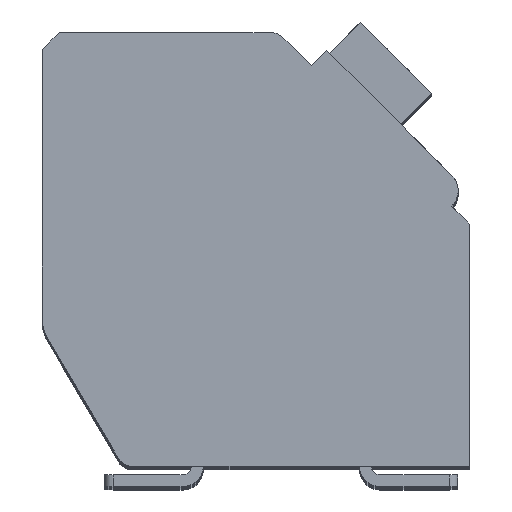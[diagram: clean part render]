
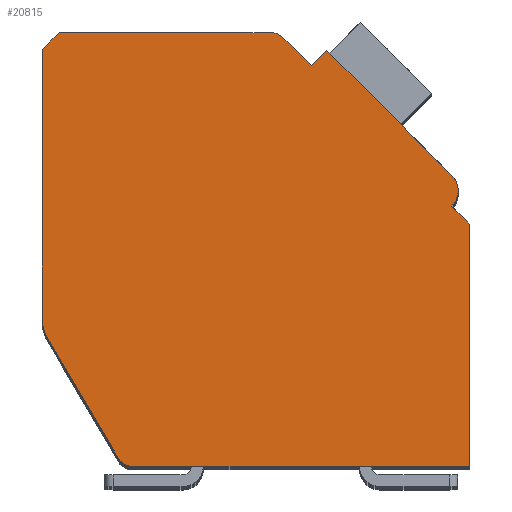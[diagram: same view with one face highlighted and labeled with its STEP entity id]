
A CAD part, top view. The second image highlights one B-rep face of the part: STEP entity #20815.
In plain terms, the highlighted planar face has unit normal (0, 0, 1).
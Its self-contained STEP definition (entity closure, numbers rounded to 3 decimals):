
#433=DIRECTION('',(0.,-1.,0.));
#434=VECTOR('',#433,8.053);
#435=CARTESIAN_POINT('',(-12.7,12.4,2.1));
#436=LINE('',#435,#434);
#437=DIRECTION('',(-0.707,-0.707,0.));
#438=VECTOR('',#437,0.707);
#439=CARTESIAN_POINT('',(-12.2,12.9,2.1));
#440=LINE('',#439,#438);
#441=DIRECTION('',(-1.,0.,0.));
#442=VECTOR('',#441,6.298);
#443=CARTESIAN_POINT('',(-5.902,12.9,2.1));
#444=LINE('',#443,#442);
#445=CARTESIAN_POINT('',(-5.902,12.4,2.1));
#446=DIRECTION('',(0.,0.,1.));
#447=DIRECTION('',(0.707,0.707,0.));
#448=AXIS2_PLACEMENT_3D('',#445,#446,#447);
#450=DIRECTION('',(-0.707,0.707,0.));
#451=VECTOR('',#450,1.197);
#452=CARTESIAN_POINT('',(-4.702,11.907,2.1));
#453=LINE('',#452,#451);
#454=DIRECTION('',(-0.707,-0.707,0.));
#455=VECTOR('',#454,0.65);
#456=CARTESIAN_POINT('',(-4.243,12.367,2.1));
#457=LINE('',#456,#455);
#458=DIRECTION('',(-0.707,0.707,0.));
#459=VECTOR('',#458,5.25);
#460=CARTESIAN_POINT('',(-0.53,8.655,2.1));
#461=LINE('',#460,#459);
#462=CARTESIAN_POINT('',(-0.99,8.195,2.1));
#463=DIRECTION('',(0.,0.,1.));
#464=DIRECTION('',(0.707,-0.707,0.));
#465=AXIS2_PLACEMENT_3D('',#462,#463,#464);
#467=DIRECTION('',(-0.707,0.707,0.));
#468=VECTOR('',#467,0.75);
#469=CARTESIAN_POINT('',(0.,7.205,2.1));
#470=LINE('',#469,#468);
#471=DIRECTION('',(0.,1.,0.));
#472=VECTOR('',#471,7.205);
#473=CARTESIAN_POINT('',(0.,0.,2.1));
#474=LINE('',#473,#472);
#475=DIRECTION('',(1.,0.,0.));
#476=VECTOR('',#475,10.014);
#477=CARTESIAN_POINT('',(-10.014,0.,2.1));
#478=LINE('',#477,#476);
#479=CARTESIAN_POINT('',(-10.014,0.5,2.1));
#480=DIRECTION('',(0.,0.,1.));
#481=DIRECTION('',(-0.862,-0.508,0.));
#482=AXIS2_PLACEMENT_3D('',#479,#480,#481);
#484=DIRECTION('',(0.508,-0.862,0.));
#485=VECTOR('',#484,4.17);
#486=CARTESIAN_POINT('',(-12.562,3.839,2.1));
#487=LINE('',#486,#485);
#488=CARTESIAN_POINT('',(-11.7,4.347,2.1));
#489=DIRECTION('',(0.,0.,1.));
#490=DIRECTION('',(-1.,0.,0.));
#491=AXIS2_PLACEMENT_3D('',#488,#489,#490);
#15657=CARTESIAN_POINT('',(-12.7,12.4,2.1));
#15658=CARTESIAN_POINT('',(-12.7,4.347,2.1));
#15659=VERTEX_POINT('',#15657);
#15660=VERTEX_POINT('',#15658);
#15661=CARTESIAN_POINT('',(-12.562,3.839,2.1));
#15662=VERTEX_POINT('',#15661);
#15663=CARTESIAN_POINT('',(-10.445,0.246,2.1));
#15664=VERTEX_POINT('',#15663);
#15665=CARTESIAN_POINT('',(-10.014,0.,2.1));
#15666=VERTEX_POINT('',#15665);
#15667=CARTESIAN_POINT('',(0.,0.,2.1));
#15668=VERTEX_POINT('',#15667);
#15669=CARTESIAN_POINT('',(0.,7.205,2.1));
#15670=VERTEX_POINT('',#15669);
#15671=CARTESIAN_POINT('',(-0.53,7.735,2.1));
#15672=VERTEX_POINT('',#15671);
#15673=CARTESIAN_POINT('',(-0.53,8.655,2.1));
#15674=VERTEX_POINT('',#15673);
#15675=CARTESIAN_POINT('',(-4.243,12.367,2.1));
#15676=VERTEX_POINT('',#15675);
#15677=CARTESIAN_POINT('',(-4.702,11.907,2.1));
#15678=VERTEX_POINT('',#15677);
#15679=CARTESIAN_POINT('',(-5.548,12.754,2.1));
#15680=VERTEX_POINT('',#15679);
#15681=CARTESIAN_POINT('',(-5.902,12.9,2.1));
#15682=VERTEX_POINT('',#15681);
#15683=CARTESIAN_POINT('',(-12.2,12.9,2.1));
#15684=VERTEX_POINT('',#15683);
#20782=CARTESIAN_POINT('',(0.,0.,2.1));
#20783=DIRECTION('',(0.,0.,1.));
#20784=DIRECTION('',(1.,0.,0.));
#20785=AXIS2_PLACEMENT_3D('',#20782,#20783,#20784);
#20786=PLANE('',#20785);
#20787=ORIENTED_EDGE('',*,*,#20377,.F.);
#20789=ORIENTED_EDGE('',*,*,#20788,.F.);
#20791=ORIENTED_EDGE('',*,*,#20790,.F.);
#20793=ORIENTED_EDGE('',*,*,#20792,.F.);
#20795=ORIENTED_EDGE('',*,*,#20794,.F.);
#20797=ORIENTED_EDGE('',*,*,#20796,.F.);
#20799=ORIENTED_EDGE('',*,*,#20798,.F.);
#20801=ORIENTED_EDGE('',*,*,#20800,.F.);
#20803=ORIENTED_EDGE('',*,*,#20802,.F.);
#20805=ORIENTED_EDGE('',*,*,#20804,.F.);
#20807=ORIENTED_EDGE('',*,*,#20806,.F.);
#20809=ORIENTED_EDGE('',*,*,#20808,.F.);
#20811=ORIENTED_EDGE('',*,*,#20810,.F.);
#20812=ORIENTED_EDGE('',*,*,#20535,.F.);
#20813=EDGE_LOOP('',(#20787,#20789,#20791,#20793,#20795,#20797,#20799,#20801,
#20803,#20805,#20807,#20809,#20811,#20812));
#20814=FACE_OUTER_BOUND('',#20813,.F.);
#449=CIRCLE('',#448,0.5);
#466=CIRCLE('',#465,0.65);
#483=CIRCLE('',#482,0.5);
#492=CIRCLE('',#491,1.);
#20377=EDGE_CURVE('',#15659,#15660,#436,.T.);
#20535=EDGE_CURVE('',#15660,#15662,#492,.T.);
#20788=EDGE_CURVE('',#15684,#15659,#440,.T.);
#20790=EDGE_CURVE('',#15682,#15684,#444,.T.);
#20792=EDGE_CURVE('',#15680,#15682,#449,.T.);
#20794=EDGE_CURVE('',#15678,#15680,#453,.T.);
#20796=EDGE_CURVE('',#15676,#15678,#457,.T.);
#20798=EDGE_CURVE('',#15674,#15676,#461,.T.);
#20800=EDGE_CURVE('',#15672,#15674,#466,.T.);
#20802=EDGE_CURVE('',#15670,#15672,#470,.T.);
#20804=EDGE_CURVE('',#15668,#15670,#474,.T.);
#20806=EDGE_CURVE('',#15666,#15668,#478,.T.);
#20808=EDGE_CURVE('',#15664,#15666,#483,.T.);
#20810=EDGE_CURVE('',#15662,#15664,#487,.T.);
#20815=ADVANCED_FACE('',(#20814),#20786,.T.);
